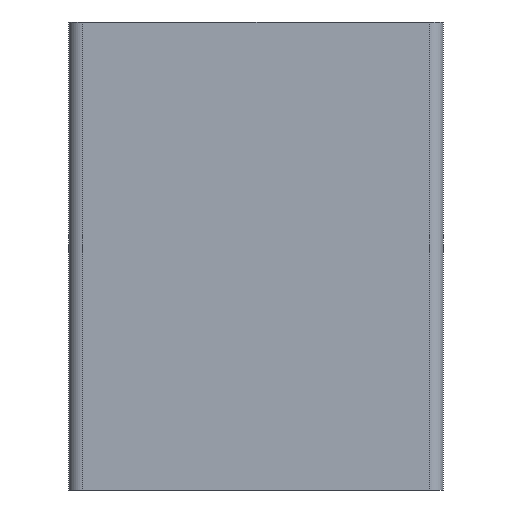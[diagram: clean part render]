
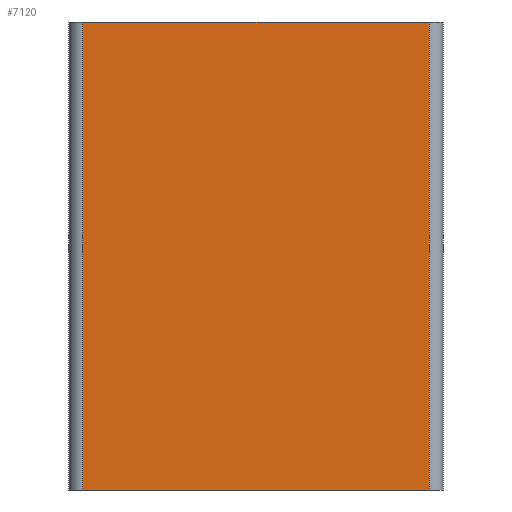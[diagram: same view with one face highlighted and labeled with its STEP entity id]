
A CAD part, front view. The second image highlights one B-rep face of the part: STEP entity #7120.
In plain terms, the highlighted planar face has unit normal (0, -1, 0).
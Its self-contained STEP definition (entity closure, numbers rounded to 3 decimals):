
#708=FACE_OUTER_BOUND('',#1096,.T.);
#1096=EDGE_LOOP('',(#5999,#6000,#6001,#6002));
#1359=LINE('',#10395,#2111);
#1541=LINE('',#11022,#2293);
#1852=LINE('',#11945,#2604);
#1853=LINE('',#11946,#2605);
#2111=VECTOR('',#8193,10.);
#2293=VECTOR('',#8697,10.);
#2604=VECTOR('',#9596,10.);
#2605=VECTOR('',#9597,10.);
#2903=VERTEX_POINT('',#10392);
#2904=VERTEX_POINT('',#10394);
#3187=VERTEX_POINT('',#11019);
#3188=VERTEX_POINT('',#11021);
#3626=EDGE_CURVE('',#2904,#2903,#1359,.T.);
#3940=EDGE_CURVE('',#3187,#3188,#1541,.T.);
#4404=EDGE_CURVE('',#3187,#2904,#1852,.T.);
#4405=EDGE_CURVE('',#3188,#2903,#1853,.T.);
#5999=ORIENTED_EDGE('',*,*,#3940,.F.);
#6000=ORIENTED_EDGE('',*,*,#4404,.T.);
#6001=ORIENTED_EDGE('',*,*,#3626,.T.);
#6002=ORIENTED_EDGE('',*,*,#4405,.F.);
#6852=PLANE('',#7830);
#7120=ADVANCED_FACE('',(#708),#6852,.T.);
#7830=AXIS2_PLACEMENT_3D('',#11944,#9594,#9595);
#8193=DIRECTION('',(-1.,0.,0.));
#8697=DIRECTION('',(-1.,0.,0.));
#9594=DIRECTION('center_axis',(0.,-1.,0.));
#9595=DIRECTION('ref_axis',(0.,0.,-1.));
#9596=DIRECTION('',(0.,0.,1.));
#9597=DIRECTION('',(0.,0.,1.));
#10392=CARTESIAN_POINT('',(-37.,-40.,100.));
#10394=CARTESIAN_POINT('',(37.,-40.,100.));
#10395=CARTESIAN_POINT('',(-12.3,-40.,100.));
#11019=CARTESIAN_POINT('',(37.,-40.,0.));
#11021=CARTESIAN_POINT('',(-37.,-40.,0.));
#11022=CARTESIAN_POINT('',(-12.3,-40.,0.));
#11944=CARTESIAN_POINT('Origin',(-24.6,-40.,0.));
#11945=CARTESIAN_POINT('',(37.,-40.,0.));
#11946=CARTESIAN_POINT('',(-37.,-40.,0.));
